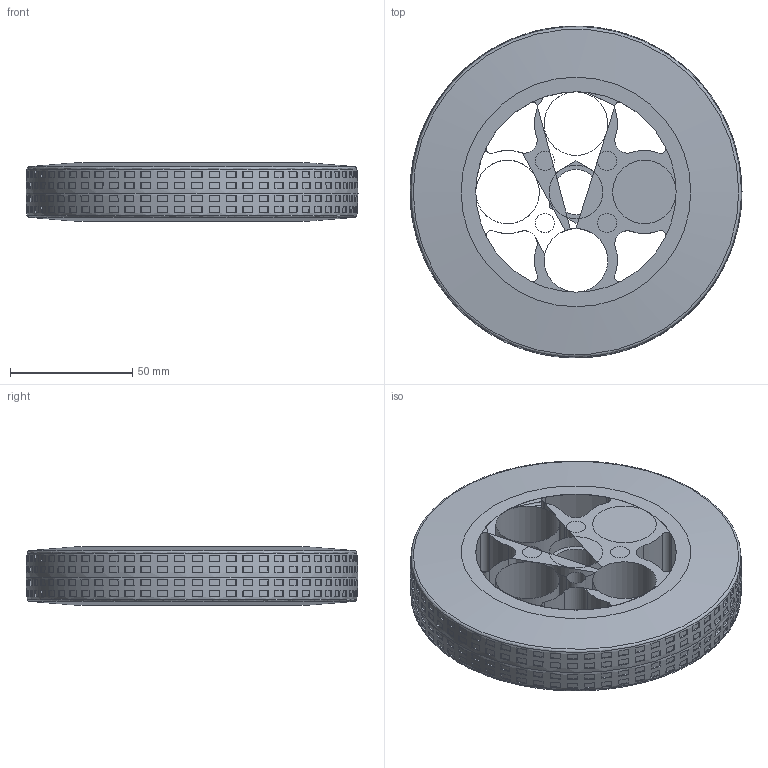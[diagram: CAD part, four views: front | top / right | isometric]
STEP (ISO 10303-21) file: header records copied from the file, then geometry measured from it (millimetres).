
FILE_DESCRIPTION(('FreeCAD Model'),'2;1');
FILE_NAME('Open CASCADE Shape Model','2023-07-30T17:02:25',( 'Roman Kuzmenko'),('OpenVMP'),'Open CASCADE STEP processor 7.6', 'FreeCAD','Unknown');
FILE_SCHEMA(('AP242_MANAGED_MODEL_BASED_3D_ENGINEERING_MIM_LF. {1 0 10303 442 1 1 4 }'));
Length unit declared in the file: millimetre
Products named in the file (2): Wheel; Main Shape
Assembly tree (1 placements, depth 2):
  Wheel
    Main Shape
Bounding box: 135.89 x 135.82 x 24 mm (x, y, z)
Volume: 240579 mm3; surface area: 49714.8 mm2
Topology: 1 solids, 1 shells, 1276 faces, 3087 edges, 2037 vertices
Faces by surface type: cone 722, plane 492, cylinder 58, bspline 4
Full cylindrical faces by diameter (mm): 7.8 x4, 18.5 x1, 22 x1, 26 x4
Entity records: 40129 total; most frequent: CARTESIAN_POINT 11446, ORIENTED_EDGE 6174, DIRECTION 5258, EDGE_CURVE 3087, VERTEX_POINT 2037, AXIS2_PLACEMENT_3D 1870, FACE_BOUND 1534, EDGE_LOOP 1534
